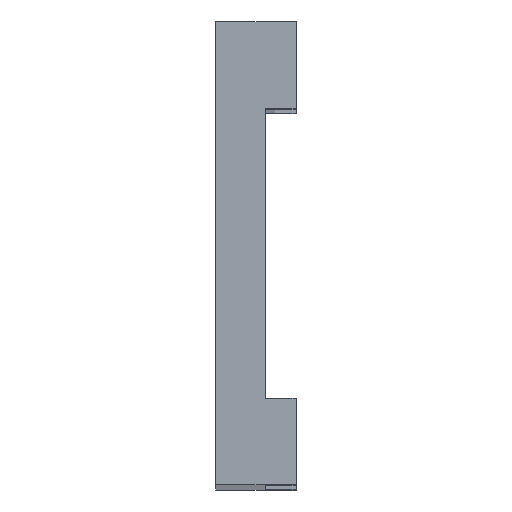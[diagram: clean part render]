
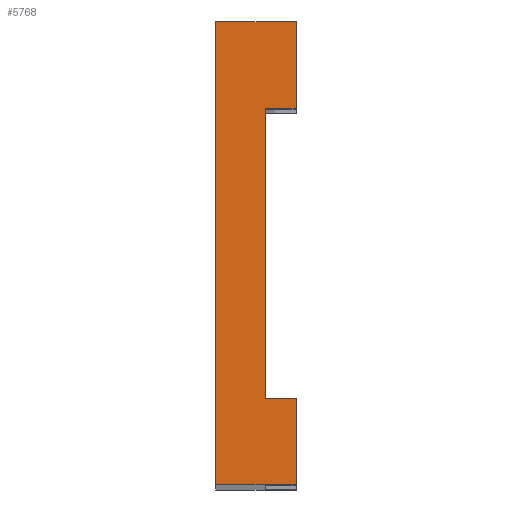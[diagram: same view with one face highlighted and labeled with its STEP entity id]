
A CAD part, top view. The second image highlights one B-rep face of the part: STEP entity #5768.
In plain terms, the highlighted face is planar.
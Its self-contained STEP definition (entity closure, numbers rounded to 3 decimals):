
#4 = VERTEX_POINT ( 'NONE', #668 ) ;
#94 = EDGE_CURVE ( 'NONE', #4278, #1151, #7822, .T. ) ;
#178 = EDGE_CURVE ( 'NONE', #8057, #8164, #7870, .T. ) ;
#460 = VECTOR ( 'NONE', #4029, 1000. ) ;
#618 = CARTESIAN_POINT ( 'NONE',  ( 37.5, 175., -8. ) ) ;
#668 = CARTESIAN_POINT ( 'NONE',  ( -23.5, 175., 5. ) ) ;
#774 = CARTESIAN_POINT ( 'NONE',  ( -37.5, 175., 5. ) ) ;
#971 = CARTESIAN_POINT ( 'NONE',  ( -37.5, 175., -8. ) ) ;
#1151 = VERTEX_POINT ( 'NONE', #774 ) ;
#1483 = PLANE ( 'NONE',  #2119 ) ;
#1552 = DIRECTION ( 'NONE',  ( -1., 0., 0. ) ) ;
#1737 = CARTESIAN_POINT ( 'NONE',  ( -37.5, 175., -8. ) ) ;
#1851 = CARTESIAN_POINT ( 'NONE',  ( -23.5, 175., 5. ) ) ;
#1999 = EDGE_CURVE ( 'NONE', #5695, #8057, #9204, .T. ) ;
#2119 = AXIS2_PLACEMENT_3D ( 'NONE', #6189, #5442, #9186 ) ;
#2190 = VECTOR ( 'NONE', #6446, 1000. ) ;
#2339 = CARTESIAN_POINT ( 'NONE',  ( 37.5, 175., 5. ) ) ;
#2595 = CARTESIAN_POINT ( 'NONE',  ( 37.5, 175., -8. ) ) ;
#2843 = ORIENTED_EDGE ( 'NONE', *, *, #7710, .T. ) ;
#3045 = EDGE_CURVE ( 'NONE', #7122, #4278, #3387, .T. ) ;
#3343 = CARTESIAN_POINT ( 'NONE',  ( -23.5, 175., 0. ) ) ;
#3380 = ORIENTED_EDGE ( 'NONE', *, *, #8329, .T. ) ;
#3387 = LINE ( 'NONE', #6380, #9176 ) ;
#4029 = DIRECTION ( 'NONE',  ( 0., 0., -1. ) ) ;
#4278 = VERTEX_POINT ( 'NONE', #1737 ) ;
#4304 = VERTEX_POINT ( 'NONE', #3343 ) ;
#4779 = CARTESIAN_POINT ( 'NONE',  ( 23.5, 175., 5. ) ) ;
#4890 = ORIENTED_EDGE ( 'NONE', *, *, #3045, .T. ) ;
#5225 = ORIENTED_EDGE ( 'NONE', *, *, #178, .F. ) ;
#5442 = DIRECTION ( 'NONE',  ( 0., 1., 0. ) ) ;
#5636 = DIRECTION ( 'NONE',  ( -1., 0., 0. ) ) ;
#5672 = DIRECTION ( 'NONE',  ( 1., 0., 0. ) ) ;
#5695 = VERTEX_POINT ( 'NONE', #2339 ) ;
#5768 = ADVANCED_FACE ( 'NONE', ( #9133 ), #1483, .T. ) ;
#5813 = CARTESIAN_POINT ( 'NONE',  ( 23.5, 175., 5. ) ) ;
#5876 = DIRECTION ( 'NONE',  ( 0., 0., -1. ) ) ;
#6189 = CARTESIAN_POINT ( 'NONE',  ( 0., 175., -8. ) ) ;
#6354 = EDGE_CURVE ( 'NONE', #4304, #8164, #9470, .T. ) ;
#6375 = DIRECTION ( 'NONE',  ( 0., 0., 1. ) ) ;
#6380 = CARTESIAN_POINT ( 'NONE',  ( 0., 175., -8. ) ) ;
#6446 = DIRECTION ( 'NONE',  ( 0., 0., -1. ) ) ;
#6669 = ORIENTED_EDGE ( 'NONE', *, *, #1999, .F. ) ;
#6962 = VECTOR ( 'NONE', #5876, 1000. ) ;
#7091 = LINE ( 'NONE', #1851, #2190 ) ;
#7122 = VERTEX_POINT ( 'NONE', #2595 ) ;
#7284 = VECTOR ( 'NONE', #1552, 1000. ) ;
#7410 = DIRECTION ( 'NONE',  ( -1., 0., 0. ) ) ;
#7464 = LINE ( 'NONE', #618, #6962 ) ;
#7552 = VECTOR ( 'NONE', #5672, 1000. ) ;
#7710 = EDGE_CURVE ( 'NONE', #5695, #7122, #7464, .T. ) ;
#7727 = EDGE_CURVE ( 'NONE', #4, #1151, #8168, .T. ) ;
#7822 = LINE ( 'NONE', #971, #9059 ) ;
#7832 = EDGE_LOOP ( 'NONE', ( #2843, #4890, #9490, #9074, #3380, #9439, #5225, #6669 ) ) ;
#7870 = LINE ( 'NONE', #4779, #460 ) ;
#7943 = VECTOR ( 'NONE', #7410, 1000. ) ;
#8017 = CARTESIAN_POINT ( 'NONE',  ( 23.5, 175., 0. ) ) ;
#8057 = VERTEX_POINT ( 'NONE', #5813 ) ;
#8164 = VERTEX_POINT ( 'NONE', #8017 ) ;
#8168 = LINE ( 'NONE', #9765, #7943 ) ;
#8329 = EDGE_CURVE ( 'NONE', #4, #4304, #7091, .T. ) ;
#8394 = CARTESIAN_POINT ( 'NONE',  ( 23.5, 175., 5. ) ) ;
#8776 = CARTESIAN_POINT ( 'NONE',  ( 0., 175., 0. ) ) ;
#9059 = VECTOR ( 'NONE', #6375, 1000. ) ;
#9074 = ORIENTED_EDGE ( 'NONE', *, *, #7727, .F. ) ;
#9133 = FACE_OUTER_BOUND ( 'NONE', #7832, .T. ) ;
#9176 = VECTOR ( 'NONE', #5636, 1000. ) ;
#9186 = DIRECTION ( 'NONE',  ( -1., 0., 0. ) ) ;
#9204 = LINE ( 'NONE', #8394, #7284 ) ;
#9439 = ORIENTED_EDGE ( 'NONE', *, *, #6354, .T. ) ;
#9470 = LINE ( 'NONE', #8776, #7552 ) ;
#9490 = ORIENTED_EDGE ( 'NONE', *, *, #94, .T. ) ;
#9765 = CARTESIAN_POINT ( 'NONE',  ( -37.5, 175., 5. ) ) ;
